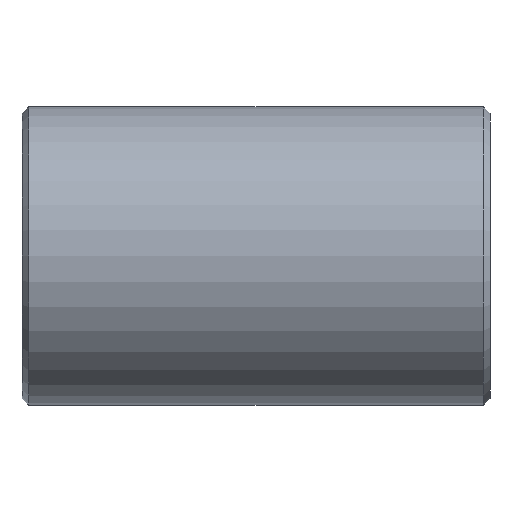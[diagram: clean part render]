
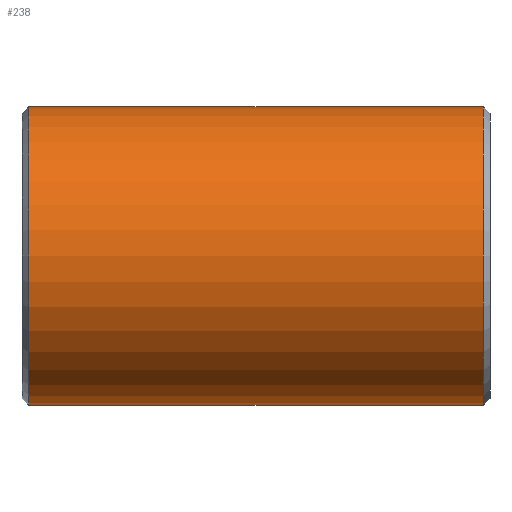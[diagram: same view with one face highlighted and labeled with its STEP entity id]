
A CAD part, front view. The second image highlights one B-rep face of the part: STEP entity #238.
In plain terms, the highlighted cylindrical face has radius 161.925 mm (diameter 323.85 mm), a partial arc.
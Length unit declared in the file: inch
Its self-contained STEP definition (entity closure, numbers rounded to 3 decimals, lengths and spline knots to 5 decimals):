
#37 = DIRECTION ( 'NONE',  ( -1., 0., 0. ) ) ;
#40 = CARTESIAN_POINT ( 'NONE',  ( -9.71867, 0., 6.375 ) ) ;
#54 = EDGE_CURVE ( 'NONE', #89, #415, #508, .T. ) ;
#63 = EDGE_CURVE ( 'NONE', #450, #155, #111, .T. ) ;
#89 = VERTEX_POINT ( 'NONE', #622 ) ;
#92 = CARTESIAN_POINT ( 'NONE',  ( 10., 0., 6.375 ) ) ;
#111 = CIRCLE ( 'NONE', #663, 6.375 ) ;
#112 = DIRECTION ( 'NONE',  ( 0., 0., 1. ) ) ;
#141 = EDGE_LOOP ( 'NONE', ( #720, #194, #300, #348 ) ) ;
#155 = VERTEX_POINT ( 'NONE', #329 ) ;
#157 = VECTOR ( 'NONE', #384, 39.37008 ) ;
#185 = LINE ( 'NONE', #92, #157 ) ;
#186 = DIRECTION ( 'NONE',  ( 1., 0., 0. ) ) ;
#194 = ORIENTED_EDGE ( 'NONE', *, *, #54, .T. ) ;
#217 = FACE_OUTER_BOUND ( 'NONE', #141, .T. ) ;
#223 = CARTESIAN_POINT ( 'NONE',  ( 10., 0., -6.375 ) ) ;
#235 = CYLINDRICAL_SURFACE ( 'NONE', #789, 6.375 ) ;
#238 = ADVANCED_FACE ( 'NONE', ( #217 ), #235, .T. ) ;
#241 = DIRECTION ( 'NONE',  ( -1., 0., 0. ) ) ;
#248 = CARTESIAN_POINT ( 'NONE',  ( 9.71867, 0., 0. ) ) ;
#253 = DIRECTION ( 'NONE',  ( 0., 0., -1. ) ) ;
#263 = EDGE_CURVE ( 'NONE', #89, #155, #898, .T. ) ;
#300 = ORIENTED_EDGE ( 'NONE', *, *, #614, .T. ) ;
#325 = CARTESIAN_POINT ( 'NONE',  ( -9.71867, 0., 0. ) ) ;
#329 = CARTESIAN_POINT ( 'NONE',  ( -9.71867, 0., -6.375 ) ) ;
#348 = ORIENTED_EDGE ( 'NONE', *, *, #63, .T. ) ;
#353 = VECTOR ( 'NONE', #241, 39.37008 ) ;
#379 = DIRECTION ( 'NONE',  ( 0., 0., 1. ) ) ;
#384 = DIRECTION ( 'NONE',  ( -1., 0., 0. ) ) ;
#415 = VERTEX_POINT ( 'NONE', #837 ) ;
#450 = VERTEX_POINT ( 'NONE', #40 ) ;
#508 = CIRCLE ( 'NONE', #588, 6.375 ) ;
#588 = AXIS2_PLACEMENT_3D ( 'NONE', #248, #37, #253 ) ;
#594 = CARTESIAN_POINT ( 'NONE',  ( 10., 0., 0. ) ) ;
#614 = EDGE_CURVE ( 'NONE', #415, #450, #185, .T. ) ;
#622 = CARTESIAN_POINT ( 'NONE',  ( 9.71867, 0., -6.375 ) ) ;
#663 = AXIS2_PLACEMENT_3D ( 'NONE', #325, #186, #112 ) ;
#720 = ORIENTED_EDGE ( 'NONE', *, *, #263, .F. ) ;
#789 = AXIS2_PLACEMENT_3D ( 'NONE', #594, #813, #379 ) ;
#813 = DIRECTION ( 'NONE',  ( -1., 0., 0. ) ) ;
#837 = CARTESIAN_POINT ( 'NONE',  ( 9.71867, 0., 6.375 ) ) ;
#898 = LINE ( 'NONE', #223, #353 ) ;
